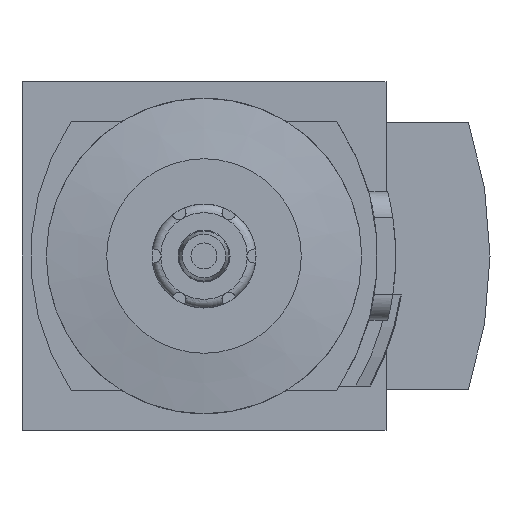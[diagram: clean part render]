
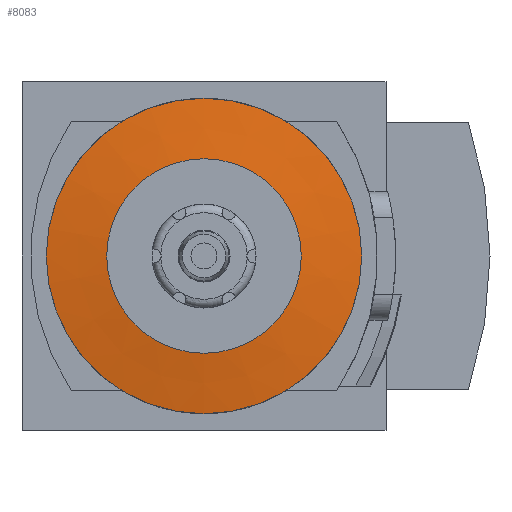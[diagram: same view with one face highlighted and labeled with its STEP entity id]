
A CAD part, front view. The second image highlights one B-rep face of the part: STEP entity #8083.
In plain terms, the highlighted conical face has half-angle 82 degrees and reference radius 18.2 mm.
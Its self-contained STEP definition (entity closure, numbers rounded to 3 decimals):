
#73=CONICAL_SURFACE('',#8571,18.2,1.431);
#3046=ORIENTED_EDGE('',*,*,#4065,.F.);
#3047=ORIENTED_EDGE('',*,*,#4070,.T.);
#4065=EDGE_CURVE('',#4685,#4685,#4898,.T.);
#4070=EDGE_CURVE('',#4690,#4690,#4901,.T.);
#4685=VERTEX_POINT('',#12047);
#4690=VERTEX_POINT('',#12059);
#4898=CIRCLE('',#8567,11.227);
#4901=CIRCLE('',#8572,18.2);
#5259=EDGE_LOOP('',(#3046));
#5260=EDGE_LOOP('',(#3047));
#5636=FACE_BOUND('',#5259,.T.);
#5637=FACE_BOUND('',#5260,.T.);
#8083=ADVANCED_FACE('',(#5636,#5637),#73,.T.);
#8567=AXIS2_PLACEMENT_3D('',#12046,#10081,#10082);
#8571=AXIS2_PLACEMENT_3D('',#12057,#10091,#10092);
#8572=AXIS2_PLACEMENT_3D('',#12058,#10093,#10094);
#10081=DIRECTION('',(0.,-1.,0.));
#10082=DIRECTION('',(0.,0.,-1.));
#10091=DIRECTION('',(0.,1.,0.));
#10092=DIRECTION('',(0.,0.,1.));
#10093=DIRECTION('',(0.,-1.,0.));
#10094=DIRECTION('',(0.,0.,-1.));
#12046=CARTESIAN_POINT('',(0.,-130.44,0.));
#12047=CARTESIAN_POINT('',(0.,-130.44,-11.227));
#12057=CARTESIAN_POINT('',(0.,-129.46,0.));
#12058=CARTESIAN_POINT('',(0.,-129.46,0.));
#12059=CARTESIAN_POINT('',(0.,-129.46,-18.2));
